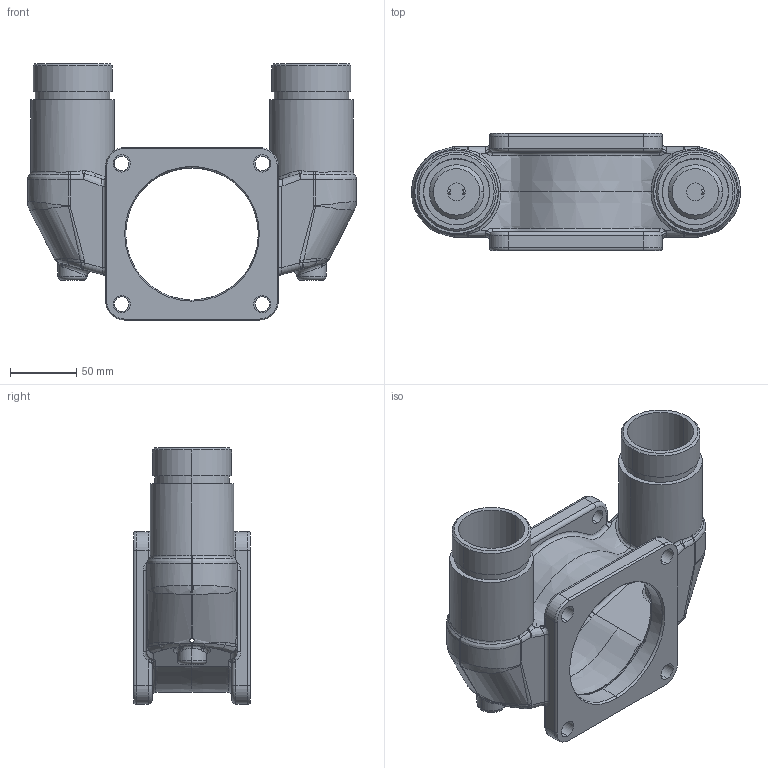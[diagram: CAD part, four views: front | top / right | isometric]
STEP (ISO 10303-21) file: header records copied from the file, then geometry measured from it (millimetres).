
FILE_DESCRIPTION (( 'STEP AP214' ), '1' );
FILE_NAME ('GPVV-S.STEP', '2012-08-01T13:08:32', ( 'Admin2' ), ( '' ), 'SwSTEP 2.0', 'SolidWorks 2010', '' );
FILE_SCHEMA (( 'AUTOMOTIVE_DESIGN' ));
Length unit declared in the file: millimetre
Products named in the file (1): GPVV-S
Bounding box: 247.97 x 88 x 193 mm (x, y, z)
Surface area: 195120.6 mm2 (no closed solid volume)
Topology: 0 solids, 3 shells, 658 faces, 1993 edges, 1262 vertices
Faces by surface type: bspline 294, plane 168, cylinder 124, torus 36, sphere 28, cone 8
Entity records: 62635 total; most frequent: CARTESIAN_POINT 40203, ORIENTED_EDGE 3495, DIRECTION 2402, EDGE_CURVE 1965, VERTEX_POINT 1262, AXIS2_PLACEMENT_3D 839, B_SPLINE_CURVE_WITH_KNOTS 735, VECTOR 724
